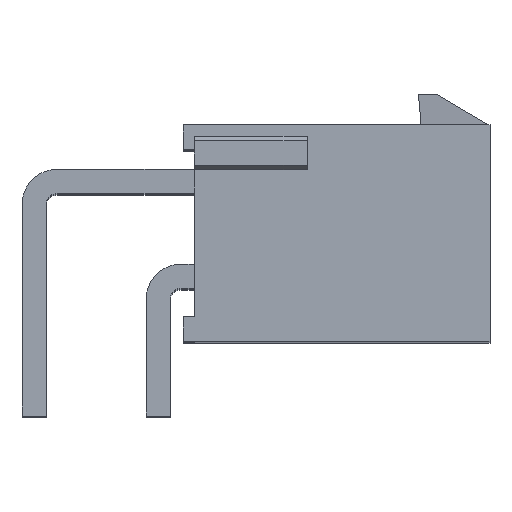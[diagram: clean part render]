
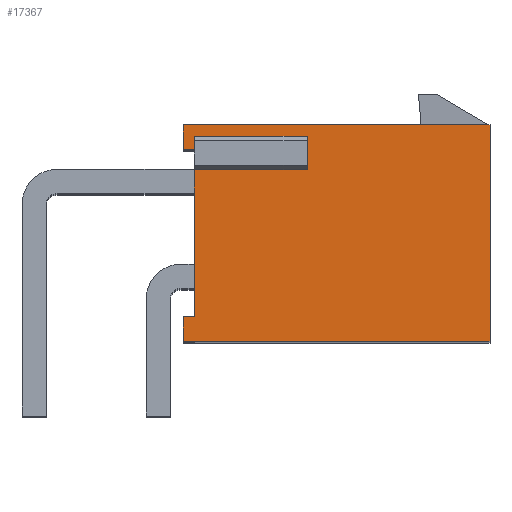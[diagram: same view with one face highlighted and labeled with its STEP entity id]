
A CAD part, top view. The second image highlights one B-rep face of the part: STEP entity #17367.
In plain terms, the highlighted planar face has unit normal (0, 0, 1).
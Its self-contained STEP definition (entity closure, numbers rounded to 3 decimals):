
#329=DIRECTION('',(0.,-1.,0.));
#330=VECTOR('',#329,1.1);
#331=CARTESIAN_POINT('',(-6.8,-3.7,25.8));
#332=LINE('',#331,#330);
#345=DIRECTION('',(0.,-1.,0.));
#346=VECTOR('',#345,1.1);
#347=CARTESIAN_POINT('',(-6.8,4.8,25.8));
#348=LINE('',#347,#346);
#397=DIRECTION('',(1.,0.,0.));
#398=VECTOR('',#397,13.6);
#399=CARTESIAN_POINT('',(-6.8,-4.8,25.8));
#400=LINE('',#399,#398);
#1902=DIRECTION('',(0.,-1.,0.));
#1903=VECTOR('',#1902,9.6);
#1904=CARTESIAN_POINT('',(6.8,4.8,25.8));
#1905=LINE('',#1904,#1903);
#6087=DIRECTION('',(0.,1.,0.));
#6088=VECTOR('',#6087,0.6);
#6089=CARTESIAN_POINT('',(-6.3,3.7,25.8));
#6090=LINE('',#6089,#6088);
#6091=DIRECTION('',(1.,0.,0.));
#6092=VECTOR('',#6091,0.5);
#6093=CARTESIAN_POINT('',(-6.8,3.7,25.8));
#6094=LINE('',#6093,#6092);
#6095=DIRECTION('',(1.,0.,0.));
#6096=VECTOR('',#6095,13.6);
#6097=CARTESIAN_POINT('',(-6.8,4.8,25.8));
#6098=LINE('',#6097,#6096);
#6099=DIRECTION('',(1.,0.,0.));
#6100=VECTOR('',#6099,0.5);
#6101=CARTESIAN_POINT('',(-6.8,-3.7,25.8));
#6102=LINE('',#6101,#6100);
#6103=DIRECTION('',(0.,1.,0.));
#6104=VECTOR('',#6103,6.5);
#6105=CARTESIAN_POINT('',(-6.3,-3.7,25.8));
#6106=LINE('',#6105,#6104);
#6107=DIRECTION('',(-1.,0.,0.));
#6108=VECTOR('',#6107,5.);
#6109=CARTESIAN_POINT('',(-1.3,2.8,25.8));
#6110=LINE('',#6109,#6108);
#6111=DIRECTION('',(0.,1.,0.));
#6112=VECTOR('',#6111,1.5);
#6113=CARTESIAN_POINT('',(-1.3,2.8,25.8));
#6114=LINE('',#6113,#6112);
#6115=DIRECTION('',(-1.,0.,0.));
#6116=VECTOR('',#6115,5.);
#6117=CARTESIAN_POINT('',(-1.3,4.3,25.8));
#6118=LINE('',#6117,#6116);
#6295=CARTESIAN_POINT('',(6.8,4.8,25.8));
#6296=CARTESIAN_POINT('',(6.8,-4.8,25.8));
#6297=VERTEX_POINT('',#6295);
#6298=VERTEX_POINT('',#6296);
#6307=CARTESIAN_POINT('',(-6.8,4.8,25.8));
#6308=VERTEX_POINT('',#6307);
#6309=CARTESIAN_POINT('',(-6.8,-4.8,25.8));
#6310=VERTEX_POINT('',#6309);
#7919=CARTESIAN_POINT('',(-6.8,-3.7,25.8));
#7920=CARTESIAN_POINT('',(-6.3,-3.7,25.8));
#7921=VERTEX_POINT('',#7919);
#7922=VERTEX_POINT('',#7920);
#7931=CARTESIAN_POINT('',(-6.8,3.7,25.8));
#7932=VERTEX_POINT('',#7931);
#7981=CARTESIAN_POINT('',(-6.3,3.7,25.8));
#7982=CARTESIAN_POINT('',(-6.3,4.3,25.8));
#7983=VERTEX_POINT('',#7981);
#7984=VERTEX_POINT('',#7982);
#7985=CARTESIAN_POINT('',(-1.3,2.8,25.8));
#7986=CARTESIAN_POINT('',(-1.3,4.3,25.8));
#7987=VERTEX_POINT('',#7985);
#7988=VERTEX_POINT('',#7986);
#7989=CARTESIAN_POINT('',(-6.3,2.8,25.8));
#7990=VERTEX_POINT('',#7989);
#17345=CARTESIAN_POINT('',(-6.8,4.8,25.8));
#17346=DIRECTION('',(0.,0.,1.));
#17347=DIRECTION('',(0.,-1.,0.));
#17348=AXIS2_PLACEMENT_3D('',#17345,#17346,#17347);
#17349=PLANE('',#17348);
#17350=ORIENTED_EDGE('',*,*,#8986,.F.);
#17351=ORIENTED_EDGE('',*,*,#9464,.F.);
#17352=ORIENTED_EDGE('',*,*,#8704,.F.);
#17353=ORIENTED_EDGE('',*,*,#9711,.T.);
#17354=ORIENTED_EDGE('',*,*,#9847,.T.);
#17355=ORIENTED_EDGE('',*,*,#8781,.F.);
#17356=ORIENTED_EDGE('',*,*,#8688,.F.);
#17357=ORIENTED_EDGE('',*,*,#9655,.T.);
#17358=ORIENTED_EDGE('',*,*,#8994,.T.);
#17360=ORIENTED_EDGE('',*,*,#17359,.F.);
#17362=ORIENTED_EDGE('',*,*,#17361,.T.);
#17364=ORIENTED_EDGE('',*,*,#17363,.T.);
#17365=EDGE_LOOP('',(#17350,#17351,#17352,#17353,#17354,#17355,#17356,#17357,
#17358,#17360,#17362,#17364));
#17366=FACE_OUTER_BOUND('',#17365,.F.);
#17367=ADVANCED_FACE('',(#17366),#17349,.T.);
#8688=EDGE_CURVE('',#7921,#6310,#332,.T.);
#8704=EDGE_CURVE('',#6308,#7932,#348,.T.);
#8781=EDGE_CURVE('',#6310,#6298,#400,.T.);
#8986=EDGE_CURVE('',#7983,#7984,#6090,.T.);
#8994=EDGE_CURVE('',#7922,#7990,#6106,.T.);
#9464=EDGE_CURVE('',#7932,#7983,#6094,.T.);
#9655=EDGE_CURVE('',#7921,#7922,#6102,.T.);
#9711=EDGE_CURVE('',#6308,#6297,#6098,.T.);
#9847=EDGE_CURVE('',#6297,#6298,#1905,.T.);
#17359=EDGE_CURVE('',#7987,#7990,#6110,.T.);
#17361=EDGE_CURVE('',#7987,#7988,#6114,.T.);
#17363=EDGE_CURVE('',#7988,#7984,#6118,.T.);
